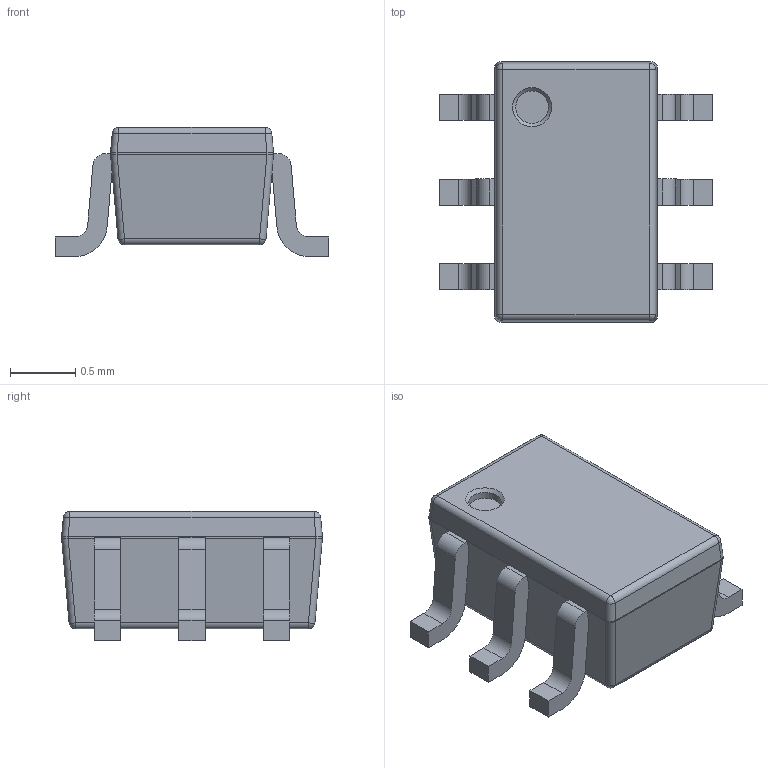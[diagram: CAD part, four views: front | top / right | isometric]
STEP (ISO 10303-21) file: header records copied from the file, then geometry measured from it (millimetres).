
FILE_DESCRIPTION(/* description */ (''),/* implementation_level */ '2;1');
FILE_NAME(/* name */ 'SOT363.step',/* time_stamp */ '2021-05-29T14:18:23-05:00',/* author */ (''),/* organization */ (''),/* preprocessor_version */ 'ST-DEVELOPER v18.1',/* originating_system */ 'Autodesk Translation Framework v10.6.0.1341',/* authorisation */ '');
FILE_SCHEMA (('AUTOMOTIVE_DESIGN { 1 0 10303 214 3 1 1 }'));
Length unit declared in the file: millimetre
Products named in the file (1): SOT363
Bounding box: 2.1 x 2 x 0.99 mm (x, y, z)
Volume: 2.3 mm3; surface area: 13.9 mm2
Topology: 1 solids, 1 shells, 117 faces, 309 edges, 187 vertices
Faces by surface type: plane 65, cylinder 39, sphere 12, cone 1
Full cylindrical faces by diameter (mm): 0.25 x1
Entity records: 3617 total; most frequent: DIRECTION 628, CARTESIAN_POINT 606, ORIENTED_EDGE 602, EDGE_CURVE 301, LINE 210, VECTOR 210, AXIS2_PLACEMENT_3D 209, VERTEX_POINT 187
